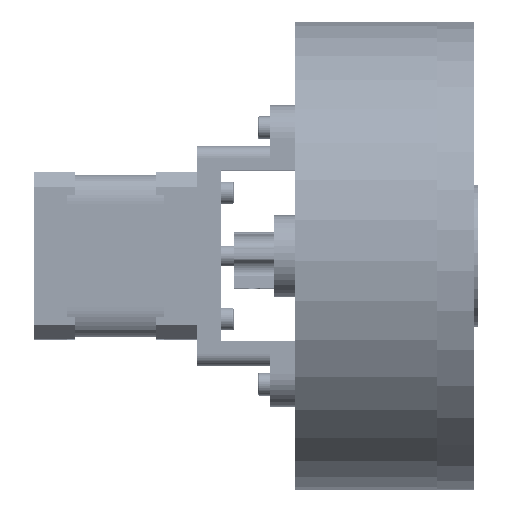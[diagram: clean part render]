
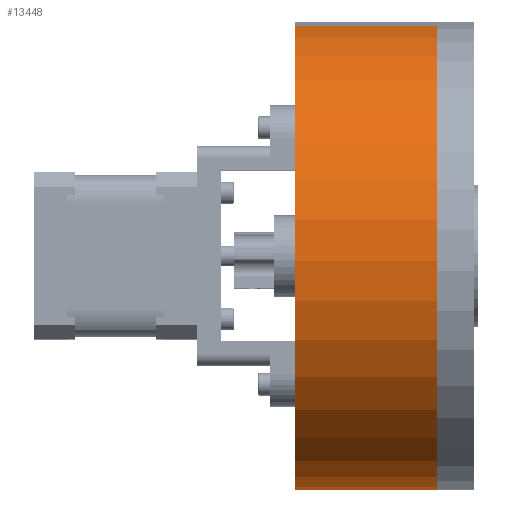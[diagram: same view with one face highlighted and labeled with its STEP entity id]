
A CAD part, top view. The second image highlights one B-rep face of the part: STEP entity #13448.
In plain terms, the highlighted cylindrical face has radius 57.5 mm (diameter 115 mm), a partial arc.
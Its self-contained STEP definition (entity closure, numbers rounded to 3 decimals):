
#1174 = VERTEX_POINT ( 'NONE', #37136 ) ;
#2011 = DIRECTION ( 'NONE',  ( 0., 0., -1. ) ) ;
#2033 = VECTOR ( 'NONE', #2011, 1000. ) ;
#6540 = CARTESIAN_POINT ( 'NONE',  ( 57.5, 0., 27. ) ) ;
#7300 = ORIENTED_EDGE ( 'NONE', *, *, #12337, .T. ) ;
#7879 = VERTEX_POINT ( 'NONE', #14165 ) ;
#9092 = ORIENTED_EDGE ( 'NONE', *, *, #21520, .F. ) ;
#9347 = DIRECTION ( 'NONE',  ( 0., 0., -1. ) ) ;
#9477 = CIRCLE ( 'NONE', #35503, 57.5 ) ;
#11280 = CARTESIAN_POINT ( 'NONE',  ( 0., 0., 27. ) ) ;
#12337 = EDGE_CURVE ( 'NONE', #37078, #1174, #32665, .T. ) ;
#13448 = ADVANCED_FACE ( 'NONE', ( #19462 ), #14127, .T. ) ;
#13549 = DIRECTION ( 'NONE',  ( 0., 0., -1. ) ) ;
#13938 = EDGE_CURVE ( 'NONE', #37078, #36131, #9477, .T. ) ;
#14127 = CYLINDRICAL_SURFACE ( 'NONE', #35475, 57.5 ) ;
#14165 = CARTESIAN_POINT ( 'NONE',  ( -57.5, 0., -8. ) ) ;
#16060 = VECTOR ( 'NONE', #9347, 1000. ) ;
#16068 = CARTESIAN_POINT ( 'NONE',  ( -57.5, 0., 27. ) ) ;
#16447 = LINE ( 'NONE', #16068, #2033 ) ;
#16579 = CARTESIAN_POINT ( 'NONE',  ( 0., 0., 27. ) ) ;
#18497 = CIRCLE ( 'NONE', #28739, 57.5 ) ;
#19462 = FACE_OUTER_BOUND ( 'NONE', #29106, .T. ) ;
#19602 = DIRECTION ( 'NONE',  ( 0., 0., 1. ) ) ;
#21520 = EDGE_CURVE ( 'NONE', #36131, #7879, #16447, .T. ) ;
#24934 = DIRECTION ( 'NONE',  ( -1., 0., 0. ) ) ;
#25652 = CARTESIAN_POINT ( 'NONE',  ( 0., 0., -8. ) ) ;
#26056 = ORIENTED_EDGE ( 'NONE', *, *, #13938, .F. ) ;
#26522 = ORIENTED_EDGE ( 'NONE', *, *, #26538, .F. ) ;
#26538 = EDGE_CURVE ( 'NONE', #7879, #1174, #18497, .T. ) ;
#28739 = AXIS2_PLACEMENT_3D ( 'NONE', #25652, #29233, #34187 ) ;
#29106 = EDGE_LOOP ( 'NONE', ( #26056, #7300, #26522, #9092 ) ) ;
#29233 = DIRECTION ( 'NONE',  ( 0., 0., -1. ) ) ;
#29470 = CARTESIAN_POINT ( 'NONE',  ( 57.5, 0., 27. ) ) ;
#31133 = DIRECTION ( 'NONE',  ( 1., 0., 0. ) ) ;
#31226 = CARTESIAN_POINT ( 'NONE',  ( -57.5, 0., 27. ) ) ;
#32665 = LINE ( 'NONE', #6540, #16060 ) ;
#34187 = DIRECTION ( 'NONE',  ( -1., 0., 0. ) ) ;
#35475 = AXIS2_PLACEMENT_3D ( 'NONE', #11280, #13549, #24934 ) ;
#35503 = AXIS2_PLACEMENT_3D ( 'NONE', #16579, #19602, #31133 ) ;
#36131 = VERTEX_POINT ( 'NONE', #31226 ) ;
#37078 = VERTEX_POINT ( 'NONE', #29470 ) ;
#37136 = CARTESIAN_POINT ( 'NONE',  ( 57.5, 0., -8. ) ) ;
